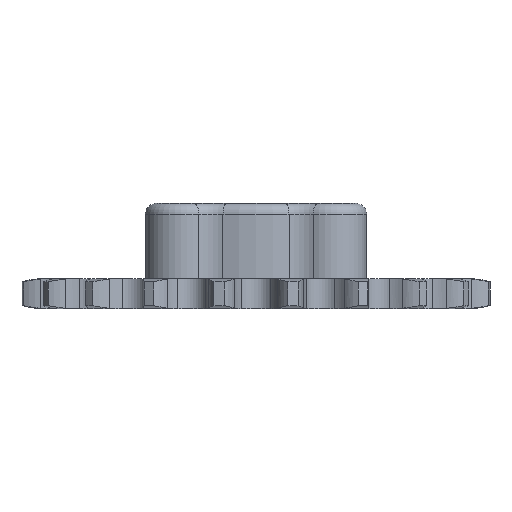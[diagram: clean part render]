
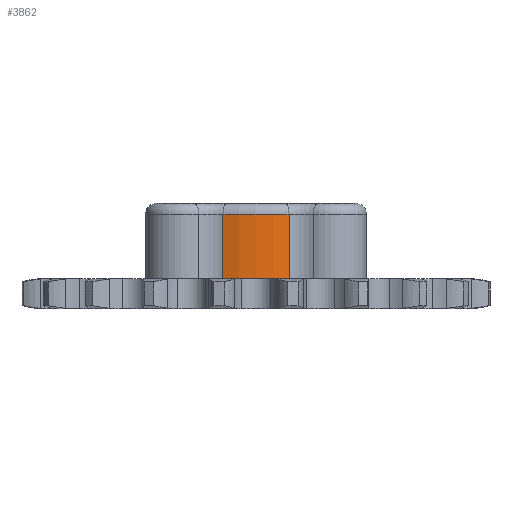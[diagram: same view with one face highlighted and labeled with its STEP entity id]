
A CAD part, left-side view. The second image highlights one B-rep face of the part: STEP entity #3862.
In plain terms, the highlighted cylindrical face has radius 0.4 mm (diameter 0.8 mm), a partial arc.
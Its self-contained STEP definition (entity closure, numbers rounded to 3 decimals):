
#350=LINE('',#7623,#500);
#351=LINE('',#7624,#501);
#500=VECTOR('',#5538,39.37);
#501=VECTOR('',#5539,39.37);
#644=CYLINDRICAL_SURFACE('',#4385,0.4);
#855=FACE_OUTER_BOUND('',#1076,.T.);
#1076=EDGE_LOOP('',(#3584,#3585,#3586,#3587));
#1125=CIRCLE('',#3946,0.4);
#1240=CIRCLE('',#4084,0.4);
#1399=VERTEX_POINT('',#5627);
#1401=VERTEX_POINT('',#5633);
#1523=VERTEX_POINT('',#6025);
#1524=VERTEX_POINT('',#6027);
#1819=EDGE_CURVE('',#1399,#1401,#1125,.T.);
#1961=EDGE_CURVE('',#1524,#1523,#1240,.T.);
#2380=EDGE_CURVE('',#1399,#1524,#350,.T.);
#2381=EDGE_CURVE('',#1523,#1401,#351,.T.);
#3584=ORIENTED_EDGE('',*,*,#1819,.F.);
#3585=ORIENTED_EDGE('',*,*,#2380,.T.);
#3586=ORIENTED_EDGE('',*,*,#1961,.T.);
#3587=ORIENTED_EDGE('',*,*,#2381,.T.);
#3862=ADVANCED_FACE('',(#855),#644,.T.);
#3946=AXIS2_PLACEMENT_3D('',#5637,#4510,#4511);
#4084=AXIS2_PLACEMENT_3D('',#6028,#4806,#4807);
#4385=AXIS2_PLACEMENT_3D('',#7622,#5536,#5537);
#4510=DIRECTION('center_axis',(0.,0.,
1.));
#4511=DIRECTION('ref_axis',(-1.,0.,0.));
#4806=DIRECTION('center_axis',(0.,0.,
1.));
#4807=DIRECTION('ref_axis',(0.,-1.,0.));
#5536=DIRECTION('center_axis',(0.,0.,
-1.));
#5537=DIRECTION('ref_axis',(0.,1.,0.));
#5538=DIRECTION('',(0.,0.,-1.));
#5539=DIRECTION('',(0.,0.,1.));
#5627=CARTESIAN_POINT('',(-6.762,-6.26,10.524));
#5633=CARTESIAN_POINT('',(-6.762,-6.502,10.524));
#5637=CARTESIAN_POINT('Origin',(-6.381,-6.381,10.524));
#6025=CARTESIAN_POINT('',(-6.762,-6.502,10.289));
#6027=CARTESIAN_POINT('',(-6.762,-6.26,10.289));
#6028=CARTESIAN_POINT('Origin',(-6.381,-6.381,10.289));
#7622=CARTESIAN_POINT('Origin',(-6.381,-6.381,10.564));
#7623=CARTESIAN_POINT('',(-6.762,-6.26,10.564));
#7624=CARTESIAN_POINT('',(-6.762,-6.502,10.564));
